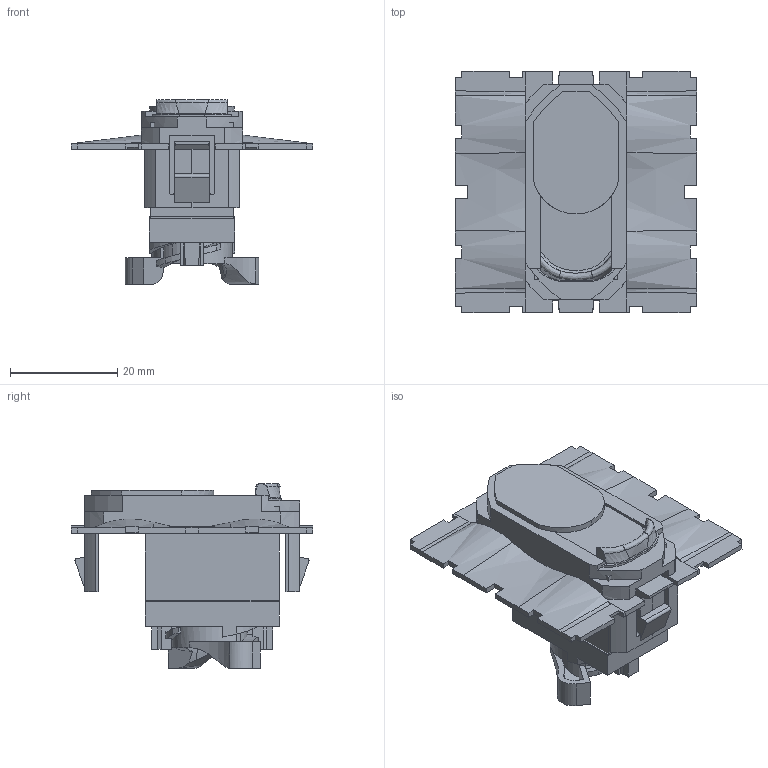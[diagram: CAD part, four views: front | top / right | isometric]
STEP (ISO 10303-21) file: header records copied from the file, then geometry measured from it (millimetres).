
FILE_DESCRIPTION(('CATIA V5 STEP Exchange','CAx-IF Rec.Pracs.--- Model Styling and Organization---1.5--- 2016-08-15','CAx-IF Rec.Pracs.---Supplemental Geometry---1.0---2011-11-01','CAx-IF Rec.Pracs.--- Composite Materials ---1.1---2010-07-15'),'2;1');
FILE_NAME('CM0345S.stp','2023-07-12T14:07:59+00:00',('none'),('none'),'CATIA Version 5-6 Release 2020 SP3','CATIA V5 STEP AP214 v2','none');
FILE_SCHEMA(('AUTOMOTIVE_DESIGN { 1 0 10303 214 1 1 1 1 }'));
Length unit declared in the file: millimetre
Products named in the file (1): CM0345S
Bounding box: 45.05 x 45.05 x 34.52 mm (x, y, z)
Volume: 13073 mm3; surface area: 11847.3 mm2
Topology: 7 solids, 11 shells, 474 faces, 1342 edges, 884 vertices
Faces by surface type: plane 269, bspline 97, cylinder 74, cone 18, extrusion 6, torus 6, revolution 4
Entity records: 18779 total; most frequent: CARTESIAN_POINT 8046, ORIENTED_EDGE 2684, DIRECTION 1349, EDGE_CURVE 1342, VERTEX_POINT 884, VECTOR 693, LINE 687, B_SPLINE_CURVE_WITH_KNOTS 497
